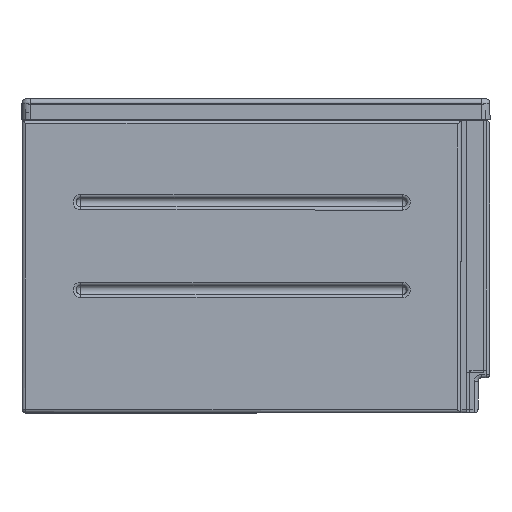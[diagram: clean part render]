
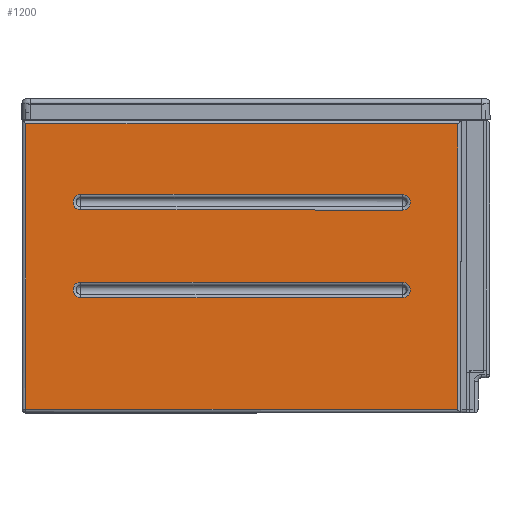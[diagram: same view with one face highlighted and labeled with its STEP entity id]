
A CAD part, left-side view. The second image highlights one B-rep face of the part: STEP entity #1200.
In plain terms, the highlighted face is planar.
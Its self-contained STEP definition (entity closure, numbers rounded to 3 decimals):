
#882=CARTESIAN_POINT('',(-755.064,-492.97,40.0));
#883=VERTEX_POINT('',#882);
#925=CARTESIAN_POINT('',(-755.064,-4.97,40.0));
#926=VERTEX_POINT('',#925);
#934=CARTESIAN_POINT('',(-17.064,-4.97,40.0));
#935=VERTEX_POINT('',#934);
#936=CARTESIAN_POINT('',(-755.064,-4.97,40.0));
#937=DIRECTION('',(1.0,0.0,0.0));
#938=VECTOR('',#937,738.);
#939=LINE('',#936,#938);
#940=EDGE_CURVE('',#926,#935,#939,.T.);
#964=CARTESIAN_POINT('',(-17.064,-492.97,40.0));
#965=VERTEX_POINT('',#964);
#966=CARTESIAN_POINT('',(-17.064,-4.97,40.0));
#967=DIRECTION('',(0.0,-1.0,0.0));
#968=VECTOR('',#967,488.0);
#969=LINE('',#966,#968);
#970=EDGE_CURVE('',#935,#965,#969,.T.);
#994=CARTESIAN_POINT('',(-755.064,-492.97,40.0));
#995=DIRECTION('',(0.0,1.0,0.0));
#996=VECTOR('',#995,488.);
#997=LINE('',#994,#996);
#998=EDGE_CURVE('',#883,#926,#997,.T.);
#1009=CARTESIAN_POINT('',(-17.064,-492.97,40.0));
#1010=DIRECTION('',(-1.0,0.0,0.0));
#1011=VECTOR('',#1010,738.0);
#1012=LINE('',#1009,#1011);
#1013=EDGE_CURVE('',#965,#883,#1012,.T.);
#1117=CARTESIAN_POINT('',(-363.564,-238.97,40.0));
#1118=DIRECTION('',(0.0,0.0,1.0));
#1119=DIRECTION('',(1.0,0.0,0.0));
#1120=AXIS2_PLACEMENT_3D('',#1117,#1118,#1119);
#1121=PLANE('',#1120);
#1122=ORIENTED_EDGE('',*,*,#940,.F.);
#1123=ORIENTED_EDGE('',*,*,#998,.F.);
#1124=ORIENTED_EDGE('',*,*,#1013,.F.);
#1125=ORIENTED_EDGE('',*,*,#970,.F.);
#1126=EDGE_LOOP('',(#1122,#1123,#1124,#1125));
#1127=FACE_OUTER_BOUND('',#1126,.T.);
#1128=CARTESIAN_POINT('',(-111.064,-302.17,40.0));
#1129=VERTEX_POINT('',#1128);
#1130=CARTESIAN_POINT('',(-111.064,-275.77,40.0));
#1131=VERTEX_POINT('',#1130);
#1132=CARTESIAN_POINT('',(-111.064,-288.97,40.0));
#1133=DIRECTION('',(0.0,0.0,1.0));
#1134=DIRECTION('',(1.0,0.0,0.0));
#1135=AXIS2_PLACEMENT_3D('',#1132,#1133,#1134);
#1136=CIRCLE('',#1135,13.2);
#1137=EDGE_CURVE('',#1129,#1131,#1136,.T.);
#1138=ORIENTED_EDGE('',*,*,#1137,.F.);
#1139=CARTESIAN_POINT('',(-661.064,-302.17,40.0));
#1140=VERTEX_POINT('',#1139);
#1141=CARTESIAN_POINT('',(-661.064,-302.17,40.0));
#1142=DIRECTION('',(1.0,0.0,0.0));
#1143=VECTOR('',#1142,550.);
#1144=LINE('',#1141,#1143);
#1145=EDGE_CURVE('',#1140,#1129,#1144,.T.);
#1146=ORIENTED_EDGE('',*,*,#1145,.F.);
#1147=CARTESIAN_POINT('',(-661.064,-275.77,40.0));
#1148=VERTEX_POINT('',#1147);
#1149=CARTESIAN_POINT('',(-661.064,-288.97,40.0));
#1150=DIRECTION('',(0.0,0.0,1.0));
#1151=DIRECTION('',(-1.0,0.0,0.0));
#1152=AXIS2_PLACEMENT_3D('',#1149,#1150,#1151);
#1153=CIRCLE('',#1152,13.2);
#1154=EDGE_CURVE('',#1148,#1140,#1153,.T.);
#1155=ORIENTED_EDGE('',*,*,#1154,.F.);
#1156=CARTESIAN_POINT('',(-111.064,-275.77,40.0));
#1157=DIRECTION('',(-1.0,0.0,0.0));
#1158=VECTOR('',#1157,550.);
#1159=LINE('',#1156,#1158);
#1160=EDGE_CURVE('',#1131,#1148,#1159,.T.);
#1161=ORIENTED_EDGE('',*,*,#1160,.F.);
#1162=EDGE_LOOP('',(#1138,#1146,#1155,#1161));
#1163=FACE_BOUND('',#1162,.T.);
#1164=CARTESIAN_POINT('',(-111.064,-125.77,40.0));
#1165=VERTEX_POINT('',#1164);
#1166=CARTESIAN_POINT('',(-661.064,-125.77,40.0));
#1167=VERTEX_POINT('',#1166);
#1168=CARTESIAN_POINT('',(-111.064,-125.77,40.0));
#1169=DIRECTION('',(-1.0,0.0,0.0));
#1170=VECTOR('',#1169,550.);
#1171=LINE('',#1168,#1170);
#1172=EDGE_CURVE('',#1165,#1167,#1171,.T.);
#1173=ORIENTED_EDGE('',*,*,#1172,.F.);
#1174=CARTESIAN_POINT('',(-111.064,-152.17,40.0));
#1175=VERTEX_POINT('',#1174);
#1176=CARTESIAN_POINT('',(-111.064,-138.97,40.0));
#1177=DIRECTION('',(0.0,0.0,1.0));
#1178=DIRECTION('',(1.0,0.0,0.0));
#1179=AXIS2_PLACEMENT_3D('',#1176,#1177,#1178);
#1180=CIRCLE('',#1179,13.2);
#1181=EDGE_CURVE('',#1175,#1165,#1180,.T.);
#1182=ORIENTED_EDGE('',*,*,#1181,.F.);
#1183=CARTESIAN_POINT('',(-661.064,-152.17,40.0));
#1184=VERTEX_POINT('',#1183);
#1185=CARTESIAN_POINT('',(-661.064,-152.17,40.0));
#1186=DIRECTION('',(1.0,0.0,0.0));
#1187=VECTOR('',#1186,550.);
#1188=LINE('',#1185,#1187);
#1189=EDGE_CURVE('',#1184,#1175,#1188,.T.);
#1190=ORIENTED_EDGE('',*,*,#1189,.F.);
#1191=CARTESIAN_POINT('',(-661.064,-138.97,40.0));
#1192=DIRECTION('',(0.0,0.0,1.0));
#1193=DIRECTION('',(-1.0,0.0,0.0));
#1194=AXIS2_PLACEMENT_3D('',#1191,#1192,#1193);
#1195=CIRCLE('',#1194,13.2);
#1196=EDGE_CURVE('',#1167,#1184,#1195,.T.);
#1197=ORIENTED_EDGE('',*,*,#1196,.F.);
#1198=EDGE_LOOP('',(#1173,#1182,#1190,#1197));
#1199=FACE_BOUND('',#1198,.T.);
#1200=ADVANCED_FACE('',(#1127,#1163,#1199),#1121,.T.);
